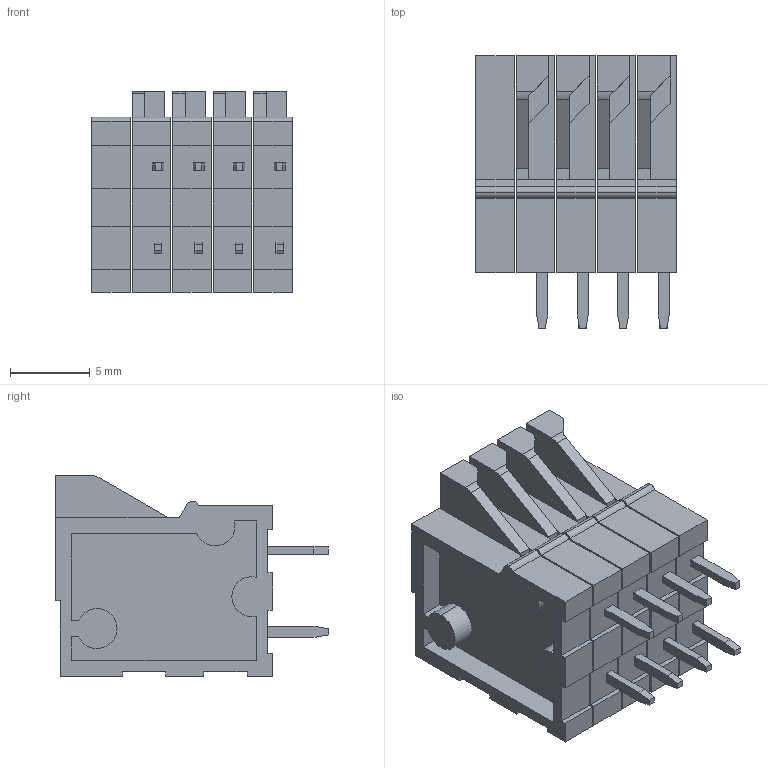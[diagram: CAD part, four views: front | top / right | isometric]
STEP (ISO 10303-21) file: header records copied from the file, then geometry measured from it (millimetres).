
FILE_DESCRIPTION(('FreeCAD Model'),'2;1');
FILE_NAME('Open CASCADE Shape Model','2023-10-14T06:49:58',(''),(''), 'Open CASCADE STEP processor 7.6','FreeCAD','Unknown');
FILE_SCHEMA(('AUTOMOTIVE_DESIGN { 1 0 10303 214 1 1 1 1 }'));
Length unit declared in the file: millimetre
Products named in the file (10): kf141v_2_54; p1; p1_lever; p1_case; p1_pin1; p1_pin2; end_case; LinkGroup
Assembly tree (25 placements, depth 4):
  kf141v_2_54
    p1  x2
      p1_lever
      p1_case
      p1_pin1
      p1_pin2
    end_case
    LinkGroup
      p1
        p1_lever
        p1_case
        p1_pin1
        p1_pin2
      p1
        p1_lever
        p1_case
        p1_pin1
        p1_pin2
      p1
        p1_lever
        p1_case
        p1_pin1
        p1_pin2
    p1_lever
    p1_case
    p1_pin1
    p1_pin2
    p1
      p1_lever
      p1_case
      p1_pin1
      p1_pin2
    p1
      p1_lever
      p1_case
      p1_pin1
      p1_pin2
Bounding box: 12.6 x 17.1 x 12.6 mm (x, y, z)
Surface area: 4695.6 mm2
Topology: 33 solids, 33 shells, 629 faces, 1614 edges, 1060 vertices
Faces by surface type: plane 540, cylinder 49, cone 40
Entity records: 3958 total; most frequent: CARTESIAN_POINT 680, DIRECTION 631, ORIENTED_EDGE 624, EDGE_CURVE 312, LINE 273, VECTOR 273, VERTEX_POINT 206, AXIS2_PLACEMENT_3D 179
